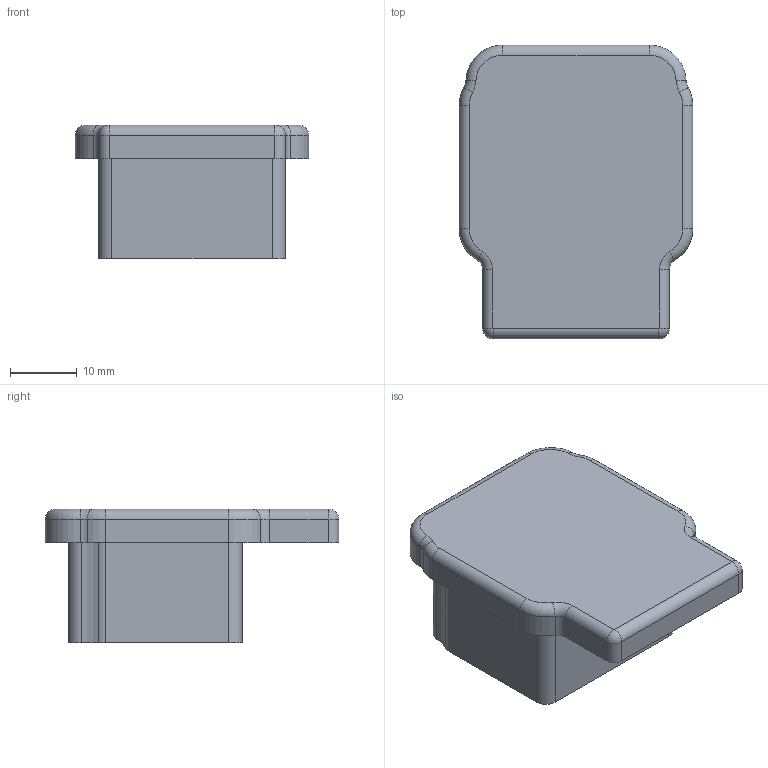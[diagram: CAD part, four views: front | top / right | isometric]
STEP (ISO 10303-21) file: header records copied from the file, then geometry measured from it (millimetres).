
FILE_DESCRIPTION(('Creo Elements/Direct Modeling STEP Export'),'2;1');
FILE_NAME('55.0306.9_Abdeckkappe-MMS-55_C-Schiene.stp','2022-03-21T 8:05:45',(''),(''),'PTC Creo Elements/Direct Modeling STEP processor for AP214 (Solid Model)','PTC Creo Elements/Direct Modeling 19.0C 15-Aug-2015 (C) Parametric Technology GmbH','');
FILE_SCHEMA(('AUTOMOTIVE_DESIGN { 1 0 10303 214 1 1 1 1 }'));
Length unit declared in the file: millimetre
Products named in the file (2): Abdeckkappe-MMS-55_C-Schiene_55.0306.9_PX171783
Assembly tree (1 placements, depth 2):
  Abdeckkappe-MMS-55_C-Schiene_55.0306.9_PX171783
    Abdeckkappe-MMS-55_C-Schiene_55.0306.9_PX171783
Bounding box: 35 x 44 x 20 mm (x, y, z)
Volume: 11196.4 mm3; surface area: 6283.8 mm2
Topology: 1 solids, 1 shells, 56 faces, 138 edges, 86 vertices
Faces by surface type: cylinder 26, plane 18, torus 12
Entity records: 1713 total; most frequent: DIRECTION 324, CARTESIAN_POINT 282, ORIENTED_EDGE 276, EDGE_CURVE 138, AXIS2_PLACEMENT_3D 128, VERTEX_POINT 86, CIRCLE 70, VECTOR 68
